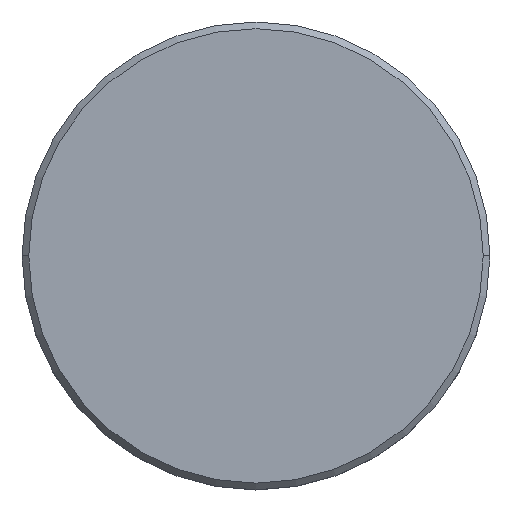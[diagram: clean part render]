
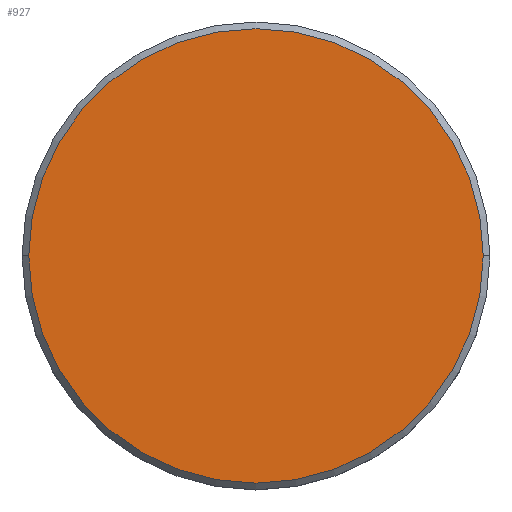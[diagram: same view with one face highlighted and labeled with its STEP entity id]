
A CAD part, top view. The second image highlights one B-rep face of the part: STEP entity #927.
In plain terms, the highlighted planar face has unit normal (0, 0, 1).
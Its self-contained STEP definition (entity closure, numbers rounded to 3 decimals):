
#11 = DIRECTION ( 'NONE',  ( 1., 0., 0. ) ) ;
#109 = AXIS2_PLACEMENT_3D ( 'NONE', #745, #905, #307 ) ;
#133 = DIRECTION ( 'NONE',  ( 1., 0., 0. ) ) ;
#236 = ORIENTED_EDGE ( 'NONE', *, *, #1077, .T. ) ;
#241 = AXIS2_PLACEMENT_3D ( 'NONE', #715, #536, #11 ) ;
#307 = DIRECTION ( 'NONE',  ( 1., 0., 0. ) ) ;
#381 = EDGE_LOOP ( 'NONE', ( #383, #236 ) ) ;
#383 = ORIENTED_EDGE ( 'NONE', *, *, #975, .T. ) ;
#441 = CARTESIAN_POINT ( 'NONE',  ( -17., 0., 0. ) ) ;
#459 = PLANE ( 'NONE',  #241 ) ;
#511 = DIRECTION ( 'NONE',  ( 0., 0., 1. ) ) ;
#529 = CIRCLE ( 'NONE', #109, 17. ) ;
#532 = VERTEX_POINT ( 'NONE', #441 ) ;
#536 = DIRECTION ( 'NONE',  ( 0., 0., 1. ) ) ;
#563 = CIRCLE ( 'NONE', #868, 17. ) ;
#715 = CARTESIAN_POINT ( 'NONE',  ( 0., 0., 0. ) ) ;
#725 = VERTEX_POINT ( 'NONE', #899 ) ;
#745 = CARTESIAN_POINT ( 'NONE',  ( 0., 0., 0. ) ) ;
#789 = FACE_OUTER_BOUND ( 'NONE', #381, .T. ) ;
#868 = AXIS2_PLACEMENT_3D ( 'NONE', #1116, #511, #133 ) ;
#899 = CARTESIAN_POINT ( 'NONE',  ( 17., 0., 0. ) ) ;
#905 = DIRECTION ( 'NONE',  ( 0., 0., 1. ) ) ;
#927 = ADVANCED_FACE ( 'NONE', ( #789 ), #459, .T. ) ;
#975 = EDGE_CURVE ( 'NONE', #532, #725, #529, .T. ) ;
#1077 = EDGE_CURVE ( 'NONE', #725, #532, #563, .T. ) ;
#1116 = CARTESIAN_POINT ( 'NONE',  ( 0., 0., 0. ) ) ;
